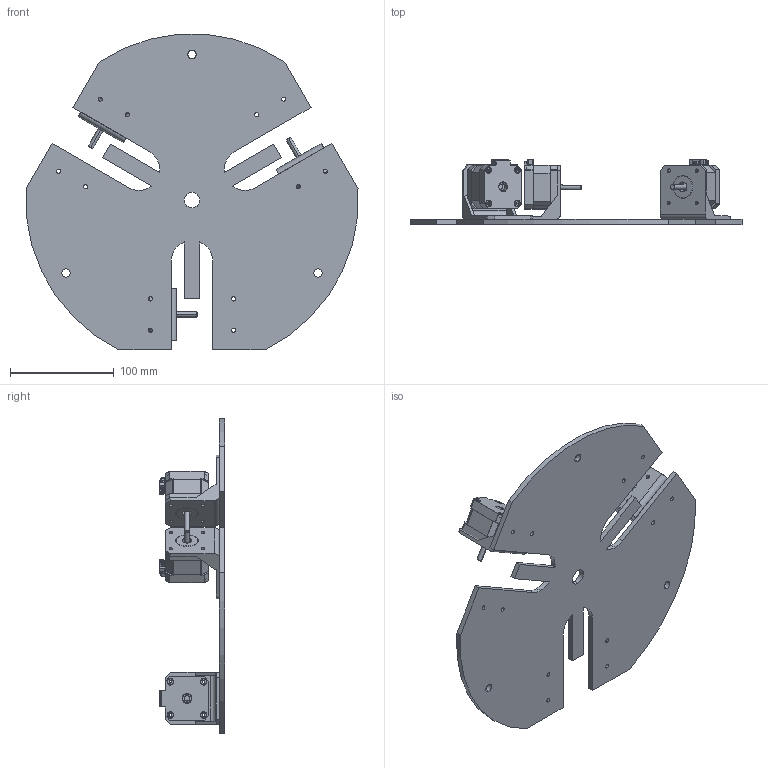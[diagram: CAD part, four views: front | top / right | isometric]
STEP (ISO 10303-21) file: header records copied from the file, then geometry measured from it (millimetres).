
FILE_DESCRIPTION (( 'STEP AP203' ), '1' );
FILE_NAME ('base base_Default_sldprt.STEP', '2024-06-06T00:56:44', ( '' ), ( '' ), 'SwSTEP 2.0', 'SolidWorks 2022', '' );
FILE_SCHEMA (( 'CONFIG_CONTROL_DESIGN' ));
Length unit declared in the file: millimetre
Products named in the file (1): base base_Default_sldprt
Bounding box: 319.24 x 62.65 x 303.17 mm (x, y, z)
Volume: 539098.8 mm3; surface area: 208726.4 mm2
Topology: 7 solids, 7 shells, 1038 faces, 2544 edges, 1460 vertices
Faces by surface type: cylinder 433, plane 380, torus 117, sphere 108
Entity records: 29696 total; most frequent: DIRECTION 5413, CARTESIAN_POINT 5265, ORIENTED_EDGE 4872, EDGE_CURVE 2436, AXIS2_PLACEMENT_3D 2040, VERTEX_POINT 1460, LINE 1333, VECTOR 1333
